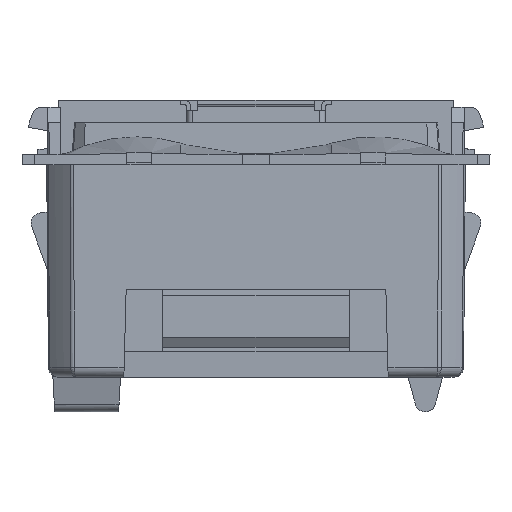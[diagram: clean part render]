
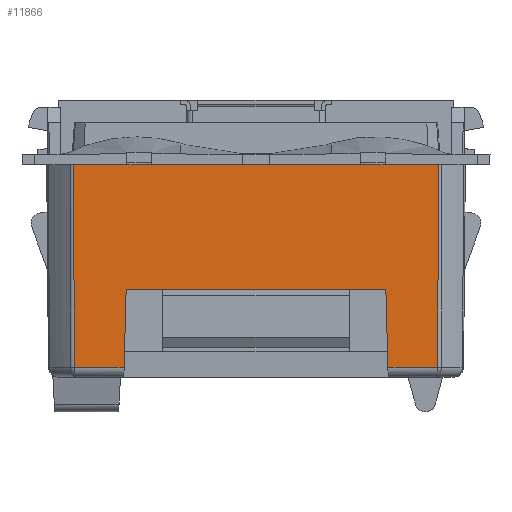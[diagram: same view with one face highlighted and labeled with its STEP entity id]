
A CAD part, front view. The second image highlights one B-rep face of the part: STEP entity #11866.
In plain terms, the highlighted planar face has unit normal (0, -1, -0.009).
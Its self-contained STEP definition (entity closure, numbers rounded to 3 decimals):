
#11849=AXIS2_PLACEMENT_3D('Plane Axis2P3D',#11846,#11847,#11848) ;
#1790=CARTESIAN_POINT('Vertex',(12.696,-8.93,-19.509)) ;
#1794=CARTESIAN_POINT('Control Point',(12.5,-8.995,-12.)) ;
#1795=CARTESIAN_POINT('Control Point',(12.696,-8.93,-19.509)) ;
#1796=CARTESIAN_POINT('Vertex',(12.5,-8.995,-12.)) ;
#1858=CARTESIAN_POINT('Vertex',(-12.5,-8.995,-12.)) ;
#1862=CARTESIAN_POINT('Control Point',(-12.5,-8.995,-12.)) ;
#1863=CARTESIAN_POINT('Control Point',(-12.697,-8.93,-19.509)) ;
#1864=CARTESIAN_POINT('Vertex',(-12.697,-8.93,-19.509)) ;
#4959=CARTESIAN_POINT('Vertex',(17.492,-8.93,-19.509)) ;
#5766=CARTESIAN_POINT('Vertex',(-17.556,-9.1,0.)) ;
#5769=CARTESIAN_POINT('Line Origine',(0.,-9.1,0.)) ;
#5773=CARTESIAN_POINT('Vertex',(17.556,-9.1,0.)) ;
#6009=CARTESIAN_POINT('Control Point',(17.492,-8.93,-19.509)) ;
#6010=CARTESIAN_POINT('Control Point',(17.505,-8.964,-15.607)) ;
#6011=CARTESIAN_POINT('Control Point',(17.518,-8.998,-11.705)) ;
#6012=CARTESIAN_POINT('Control Point',(17.531,-9.032,-7.803)) ;
#6013=CARTESIAN_POINT('Control Point',(17.544,-9.066,-3.902)) ;
#6014=CARTESIAN_POINT('Control Point',(17.556,-9.1,0.)) ;
#6049=CARTESIAN_POINT('Control Point',(-17.492,-8.93,-19.509)) ;
#6050=CARTESIAN_POINT('Control Point',(-17.505,-8.964,-15.607)) ;
#6051=CARTESIAN_POINT('Control Point',(-17.518,-8.998,-11.705)) ;
#6052=CARTESIAN_POINT('Control Point',(-17.531,-9.032,-7.803)) ;
#6053=CARTESIAN_POINT('Control Point',(-17.544,-9.066,-3.902)) ;
#6054=CARTESIAN_POINT('Control Point',(-17.556,-9.1,0.)) ;
#6055=CARTESIAN_POINT('Vertex',(-17.492,-8.93,-19.509)) ;
#11812=CARTESIAN_POINT('Line Origine',(0.,-8.93,-19.509)) ;
#11834=CARTESIAN_POINT('Line Origine',(0.,-8.93,-19.509)) ;
#11846=CARTESIAN_POINT('Axis2P3D Location',(0.,-9.1,0.)) ;
#11851=CARTESIAN_POINT('Line Origine',(0.,-8.995,-12.)) ;
#5770=DIRECTION('Vector Direction',(1.,0.,0.)) ;
#11813=DIRECTION('Vector Direction',(-1.,0.,0.)) ;
#11835=DIRECTION('Vector Direction',(-1.,0.,0.)) ;
#11847=DIRECTION('Axis2P3D Direction',(0.,1.,0.009)) ;
#11848=DIRECTION('Axis2P3D XDirection',(-1.,0.,0.)) ;
#11852=DIRECTION('Vector Direction',(-1.,0.,0.)) ;
#5771=VECTOR('Line Direction',#5770,1.) ;
#11814=VECTOR('Line Direction',#11813,1.) ;
#11836=VECTOR('Line Direction',#11835,1.) ;
#11853=VECTOR('Line Direction',#11852,1.) ;
#11857=ORIENTED_EDGE('',*,*,#1866,.T.) ;
#11858=ORIENTED_EDGE('',*,*,#11855,.T.) ;
#11859=ORIENTED_EDGE('',*,*,#1798,.T.) ;
#11860=ORIENTED_EDGE('',*,*,#11838,.F.) ;
#11861=ORIENTED_EDGE('',*,*,#6015,.T.) ;
#11862=ORIENTED_EDGE('',*,*,#5775,.T.) ;
#11863=ORIENTED_EDGE('',*,*,#6057,.F.) ;
#11864=ORIENTED_EDGE('',*,*,#11816,.F.) ;
#11866=ADVANCED_FACE('EG00187_A.1\\Corps principal',(#11865),#11850,.F.) ;
#1793=B_SPLINE_CURVE_WITH_KNOTS('',1,(#1794,#1795),.UNSPECIFIED.,.F.,.U.,(2,2),(-3.756,3.756),.UNSPECIFIED.) ;
#1861=B_SPLINE_CURVE_WITH_KNOTS('',1,(#1862,#1863),.UNSPECIFIED.,.F.,.U.,(2,2),(-3.756,3.756),.UNSPECIFIED.) ;
#6008=B_SPLINE_CURVE_WITH_KNOTS('',5,(#6009,#6010,#6011,#6012,#6013,#6014),.UNSPECIFIED.,.F.,.U.,(6,6),(7.2,34.791),.UNSPECIFIED.) ;
#6048=B_SPLINE_CURVE_WITH_KNOTS('',5,(#6049,#6050,#6051,#6052,#6053,#6054),.UNSPECIFIED.,.F.,.U.,(6,6),(7.2,34.791),.UNSPECIFIED.) ;
#1798=EDGE_CURVE('',#1797,#1791,#1793,.T.) ;
#1866=EDGE_CURVE('',#1865,#1859,#1861,.F.) ;
#5775=EDGE_CURVE('',#5774,#5767,#5772,.F.) ;
#6015=EDGE_CURVE('',#4960,#5774,#6008,.T.) ;
#6057=EDGE_CURVE('',#6056,#5767,#6048,.T.) ;
#11816=EDGE_CURVE('',#1865,#6056,#11815,.T.) ;
#11838=EDGE_CURVE('',#4960,#1791,#11837,.T.) ;
#11855=EDGE_CURVE('',#1859,#1797,#11854,.F.) ;
#11856=EDGE_LOOP('',(#11857,#11858,#11859,#11860,#11861,#11862,#11863,#11864)) ;
#11865=FACE_OUTER_BOUND('',#11856,.T.) ;
#5772=LINE('Line',#5769,#5771) ;
#11815=LINE('Line',#11812,#11814) ;
#11837=LINE('Line',#11834,#11836) ;
#11854=LINE('Line',#11851,#11853) ;
#11850=PLANE('',#11849) ;
#1791=VERTEX_POINT('',#1790) ;
#1797=VERTEX_POINT('',#1796) ;
#1859=VERTEX_POINT('',#1858) ;
#1865=VERTEX_POINT('',#1864) ;
#4960=VERTEX_POINT('',#4959) ;
#5767=VERTEX_POINT('',#5766) ;
#5774=VERTEX_POINT('',#5773) ;
#6056=VERTEX_POINT('',#6055) ;
